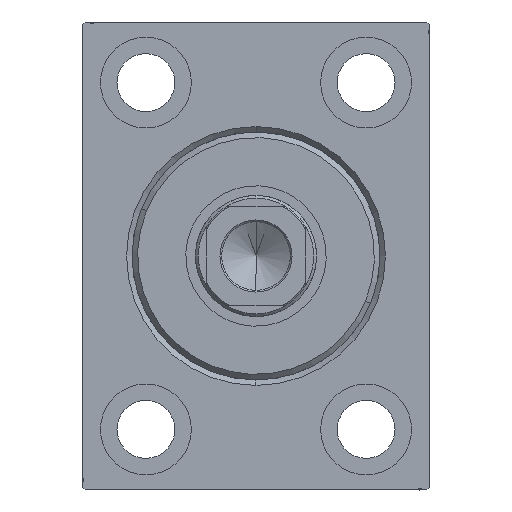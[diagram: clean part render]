
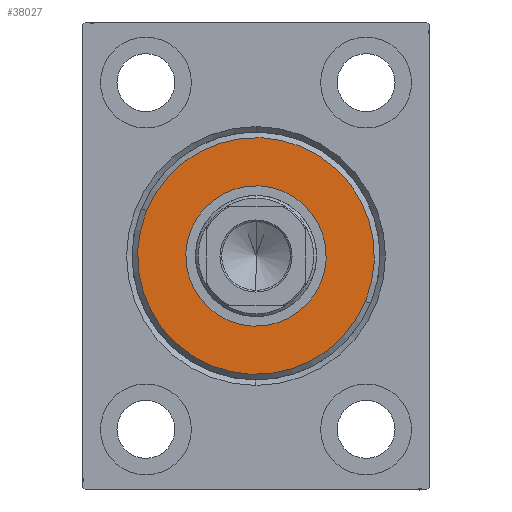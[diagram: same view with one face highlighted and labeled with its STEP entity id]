
A CAD part, left-side view. The second image highlights one B-rep face of the part: STEP entity #38027.
In plain terms, the highlighted face is planar.
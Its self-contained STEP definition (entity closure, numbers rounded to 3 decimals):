
#321 = CARTESIAN_POINT ( 'NONE',  ( 3., 0., 0. ) ) ;
#2726 = CARTESIAN_POINT ( 'NONE',  ( 3., 0., 0. ) ) ;
#4057 = DIRECTION ( 'NONE',  ( 0., 0., -1. ) ) ;
#4420 = DIRECTION ( 'NONE',  ( -1., 0., 0. ) ) ;
#5079 = CARTESIAN_POINT ( 'NONE',  ( 3., 0., 0. ) ) ;
#5144 = ORIENTED_EDGE ( 'NONE', *, *, #13687, .T. ) ;
#5822 = DIRECTION ( 'NONE',  ( 1., 0., 0. ) ) ;
#6380 = AXIS2_PLACEMENT_3D ( 'NONE', #5079, #4420, #16345 ) ;
#6410 = AXIS2_PLACEMENT_3D ( 'NONE', #321, #31054, #4057 ) ;
#7509 = DIRECTION ( 'NONE',  ( 0., 0., -1. ) ) ;
#7682 = EDGE_LOOP ( 'NONE', ( #18244, #5144 ) ) ;
#8088 = EDGE_CURVE ( 'NONE', #36386, #22268, #18426, .T. ) ;
#9636 = CARTESIAN_POINT ( 'NONE',  ( 3., 0., -12.75 ) ) ;
#10259 = ORIENTED_EDGE ( 'NONE', *, *, #8088, .T. ) ;
#12222 = EDGE_LOOP ( 'NONE', ( #10259, #39896 ) ) ;
#13687 = EDGE_CURVE ( 'NONE', #35018, #26635, #23394, .T. ) ;
#13930 = FACE_OUTER_BOUND ( 'NONE', #7682, .T. ) ;
#16345 = DIRECTION ( 'NONE',  ( 0., 0., -1. ) ) ;
#17211 = AXIS2_PLACEMENT_3D ( 'NONE', #2726, #5822, #22212 ) ;
#17471 = DIRECTION ( 'NONE',  ( 1., 0., 0. ) ) ;
#18244 = ORIENTED_EDGE ( 'NONE', *, *, #28629, .T. ) ;
#18426 = CIRCLE ( 'NONE', #6380, 12.75 ) ;
#19539 = DIRECTION ( 'NONE',  ( -1., 0., 0. ) ) ;
#21754 = CARTESIAN_POINT ( 'NONE',  ( 3., 0., 21.5 ) ) ;
#21988 = DIRECTION ( 'NONE',  ( 0., 0., -1. ) ) ;
#22206 = CARTESIAN_POINT ( 'NONE',  ( 3., 0., 0. ) ) ;
#22212 = DIRECTION ( 'NONE',  ( 0., 0., -1. ) ) ;
#22268 = VERTEX_POINT ( 'NONE', #9636 ) ;
#23394 = CIRCLE ( 'NONE', #6410, 21.5 ) ;
#25644 = CARTESIAN_POINT ( 'NONE',  ( 3., 0., -21.5 ) ) ;
#26635 = VERTEX_POINT ( 'NONE', #21754 ) ;
#27434 = PLANE ( 'NONE',  #31450 ) ;
#28629 = EDGE_CURVE ( 'NONE', #26635, #35018, #35590, .T. ) ;
#31054 = DIRECTION ( 'NONE',  ( 1., 0., 0. ) ) ;
#31450 = AXIS2_PLACEMENT_3D ( 'NONE', #40917, #17471, #7509 ) ;
#32938 = AXIS2_PLACEMENT_3D ( 'NONE', #22206, #19539, #21988 ) ;
#33851 = FACE_BOUND ( 'NONE', #12222, .T. ) ;
#33897 = CARTESIAN_POINT ( 'NONE',  ( 3., 0., 12.75 ) ) ;
#35018 = VERTEX_POINT ( 'NONE', #25644 ) ;
#35590 = CIRCLE ( 'NONE', #17211, 21.5 ) ;
#35780 = CIRCLE ( 'NONE', #32938, 12.75 ) ;
#36386 = VERTEX_POINT ( 'NONE', #33897 ) ;
#38027 = ADVANCED_FACE ( 'NONE', ( #13930, #33851 ), #27434, .T. ) ;
#39829 = EDGE_CURVE ( 'NONE', #22268, #36386, #35780, .T. ) ;
#39896 = ORIENTED_EDGE ( 'NONE', *, *, #39829, .T. ) ;
#40917 = CARTESIAN_POINT ( 'NONE',  ( 3., 0., 0. ) ) ;
